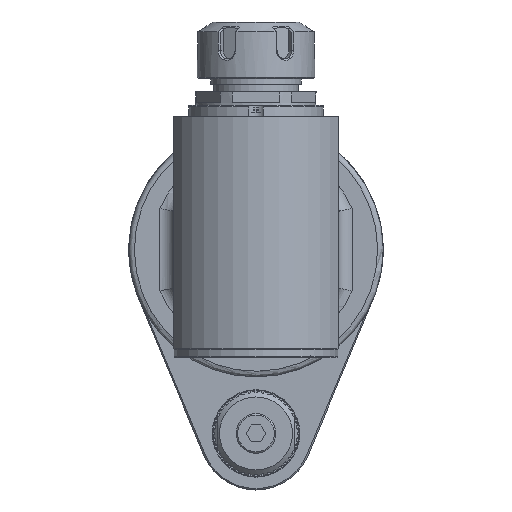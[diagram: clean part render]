
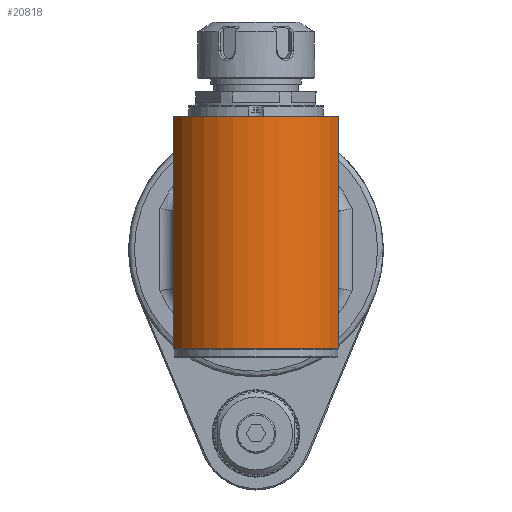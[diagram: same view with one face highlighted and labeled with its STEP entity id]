
A CAD part, front view. The second image highlights one B-rep face of the part: STEP entity #20818.
In plain terms, the highlighted cylindrical face has radius 32 mm (diameter 64 mm), a partial arc.
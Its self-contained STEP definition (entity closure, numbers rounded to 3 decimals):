
#1607=FACE_OUTER_BOUND('',#2838,.T.);
#2838=EDGE_LOOP('',(#15002,#15003,#15004,#15005));
#4071=CIRCLE('',#21944,32.);
#4170=CIRCLE('',#22173,32.);
#5176=LINE('',#31646,#7238);
#5177=LINE('',#31650,#7239);
#7238=VECTOR('',#24736,82.);
#7239=VECTOR('',#24741,82.);
#9109=VERTEX_POINT('',#30868);
#9110=VERTEX_POINT('',#30870);
#9308=VERTEX_POINT('',#31644);
#9309=VERTEX_POINT('',#31648);
#11201=EDGE_CURVE('',#9110,#9109,#4071,.T.);
#11508=EDGE_CURVE('',#9109,#9308,#5176,.T.);
#11509=EDGE_CURVE('',#9309,#9308,#4170,.T.);
#11510=EDGE_CURVE('',#9110,#9309,#5177,.T.);
#15002=ORIENTED_EDGE('',*,*,#11201,.T.);
#15003=ORIENTED_EDGE('',*,*,#11508,.T.);
#15004=ORIENTED_EDGE('',*,*,#11509,.F.);
#15005=ORIENTED_EDGE('',*,*,#11510,.F.);
#20500=CYLINDRICAL_SURFACE('',#22172,32.);
#20818=ADVANCED_FACE('',(#1607),#20500,.T.);
#21944=AXIS2_PLACEMENT_3D('',#30871,#24073,#24074);
#22172=AXIS2_PLACEMENT_3D('',#31647,#24737,#24738);
#22173=AXIS2_PLACEMENT_3D('',#31649,#24739,#24740);
#24073=DIRECTION('center_axis',(0.,0.,1.));
#24074=DIRECTION('ref_axis',(-0.906,-0.423,0.));
#24736=DIRECTION('',(0.,0.,1.));
#24737=DIRECTION('center_axis',(0.,0.,1.));
#24738=DIRECTION('ref_axis',(-1.,0.,0.));
#24739=DIRECTION('center_axis',(0.,0.,1.));
#24740=DIRECTION('ref_axis',(-0.906,-0.423,0.));
#24741=DIRECTION('',(0.,0.,1.));
#30868=CARTESIAN_POINT('',(29.,-187.528,-35.));
#30870=CARTESIAN_POINT('',(-29.,-187.528,-35.));
#30871=CARTESIAN_POINT('Origin',(0.,-174.,-35.));
#31644=CARTESIAN_POINT('',(29.,-187.528,47.));
#31646=CARTESIAN_POINT('',(29.,-187.528,-35.));
#31647=CARTESIAN_POINT('Origin',(0.,-174.,-55.));
#31648=CARTESIAN_POINT('',(-29.,-187.528,47.));
#31649=CARTESIAN_POINT('Origin',(0.,-174.,47.));
#31650=CARTESIAN_POINT('',(-29.,-187.528,-35.));
